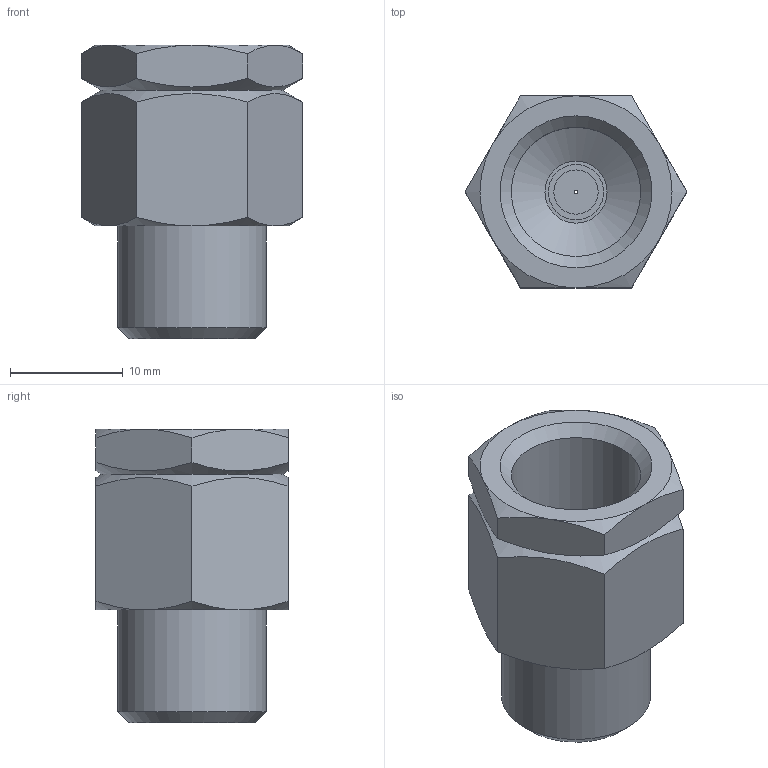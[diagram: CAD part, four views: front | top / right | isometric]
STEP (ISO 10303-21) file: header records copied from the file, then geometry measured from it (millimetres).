
FILE_DESCRIPTION((''),'2;1');
FILE_NAME('Ölrückhalteventil_A260011811.stp','2010-04-01T08:33:36',('002164'),(''),'Autodesk Inventor 2010','Autodesk Inventor 2010','');
FILE_SCHEMA(('AUTOMOTIVE_DESIGN { 1 0 10303 214 1 1 1 1 }'));
Length unit declared in the file: millimetre
Products named in the file (3): anodl02a; Lee_Ventil
Assembly tree (2 placements, depth 2):
  anodl02a
    anodl02a
    Lee_Ventil
Bounding box: 19.63 x 17 x 26 mm (x, y, z)
Volume: 3927.1 mm3; surface area: 2681 mm2
Topology: 2 solids, 2 shells, 54 faces, 119 edges, 79 vertices
Faces by surface type: plane 21, cone 18, bspline 8, cylinder 6, torus 1
Full cylindrical faces by diameter (mm): 1.8 x1, 2.1 x1, 3.918 x1, 4.9 x1, 5.5 x1, 13.157 x1
Entity records: 1626 total; most frequent: CARTESIAN_POINT 558, DIRECTION 196, ORIENTED_EDGE 176, AXIS2_PLACEMENT_3D 91, EDGE_CURVE 88, EDGE_LOOP 84, VERTEX_POINT 64, FACE_OUTER_BOUND 54
